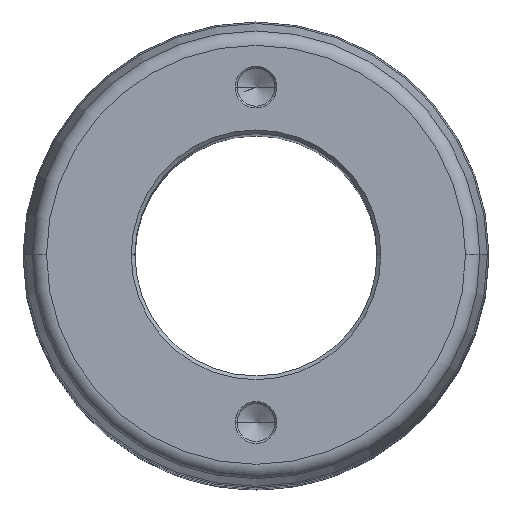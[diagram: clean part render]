
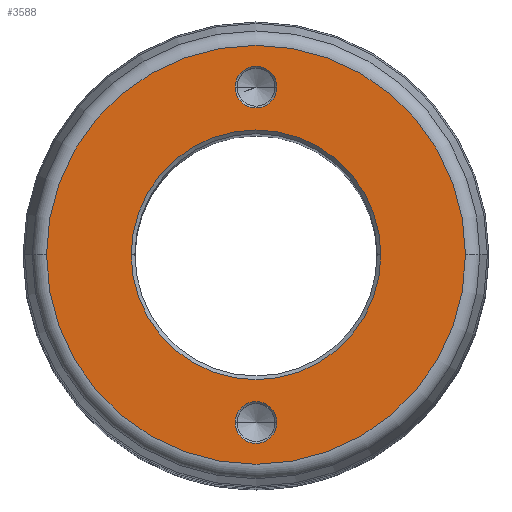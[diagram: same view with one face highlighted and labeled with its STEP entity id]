
A CAD part, top view. The second image highlights one B-rep face of the part: STEP entity #3588.
In plain terms, the highlighted planar face has unit normal (0, 0, 1).
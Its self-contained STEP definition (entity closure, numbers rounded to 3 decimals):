
#2 = CARTESIAN_POINT ( 'NONE',  ( 0., 0., 355. ) ) ;
#22 = ORIENTED_EDGE ( 'NONE', *, *, #1340, .T. ) ;
#73 = VERTEX_POINT ( 'NONE', #1368 ) ;
#92 = EDGE_CURVE ( 'NONE', #3065, #601, #2112, .T. ) ;
#103 = DIRECTION ( 'NONE',  ( 1., 0., 0. ) ) ;
#206 = VERTEX_POINT ( 'NONE', #535 ) ;
#397 = FACE_BOUND ( 'NONE', #3291, .T. ) ;
#425 = CARTESIAN_POINT ( 'NONE',  ( 33.5, 0., 355. ) ) ;
#475 = FACE_BOUND ( 'NONE', #1134, .T. ) ;
#529 = EDGE_CURVE ( 'NONE', #601, #3065, #1926, .T. ) ;
#535 = CARTESIAN_POINT ( 'NONE',  ( -5.6, -45., 355. ) ) ;
#545 = CARTESIAN_POINT ( 'NONE',  ( 0., -45., 355. ) ) ;
#566 = EDGE_CURVE ( 'NONE', #2490, #1863, #1521, .T. ) ;
#579 = DIRECTION ( 'NONE',  ( 0., 0., 1. ) ) ;
#601 = VERTEX_POINT ( 'NONE', #3545 ) ;
#658 = AXIS2_PLACEMENT_3D ( 'NONE', #826, #852, #2296 ) ;
#662 = CARTESIAN_POINT ( 'NONE',  ( 0., 45., 355. ) ) ;
#672 = DIRECTION ( 'NONE',  ( 1., 0., 0. ) ) ;
#729 = ORIENTED_EDGE ( 'NONE', *, *, #2955, .T. ) ;
#768 = AXIS2_PLACEMENT_3D ( 'NONE', #2676, #951, #103 ) ;
#773 = EDGE_LOOP ( 'NONE', ( #1592, #2809 ) ) ;
#826 = CARTESIAN_POINT ( 'NONE',  ( 0., -45., 355. ) ) ;
#838 = DIRECTION ( 'NONE',  ( 0., 0., -1. ) ) ;
#852 = DIRECTION ( 'NONE',  ( 0., 0., -1. ) ) ;
#882 = ORIENTED_EDGE ( 'NONE', *, *, #566, .T. ) ;
#946 = CARTESIAN_POINT ( 'NONE',  ( 5.6, -45., 355. ) ) ;
#951 = DIRECTION ( 'NONE',  ( 0., 0., -1. ) ) ;
#970 = AXIS2_PLACEMENT_3D ( 'NONE', #3241, #1825, #672 ) ;
#1076 = CARTESIAN_POINT ( 'NONE',  ( 0., 0., 355. ) ) ;
#1122 = CIRCLE ( 'NONE', #3198, 5.6 ) ;
#1134 = EDGE_LOOP ( 'NONE', ( #2239, #3561 ) ) ;
#1233 = DIRECTION ( 'NONE',  ( 1., 0., 0. ) ) ;
#1242 = EDGE_CURVE ( 'NONE', #73, #1329, #1679, .T. ) ;
#1329 = VERTEX_POINT ( 'NONE', #1808 ) ;
#1340 = EDGE_CURVE ( 'NONE', #1863, #2490, #1587, .T. ) ;
#1354 = DIRECTION ( 'NONE',  ( 1., 0., 0. ) ) ;
#1368 = CARTESIAN_POINT ( 'NONE',  ( -5.6, 45., 355. ) ) ;
#1404 = CARTESIAN_POINT ( 'NONE',  ( 0., 0., 355. ) ) ;
#1476 = AXIS2_PLACEMENT_3D ( 'NONE', #2962, #1789, #1233 ) ;
#1521 = CIRCLE ( 'NONE', #970, 56.215 ) ;
#1562 = VERTEX_POINT ( 'NONE', #946 ) ;
#1587 = CIRCLE ( 'NONE', #3466, 56.215 ) ;
#1592 = ORIENTED_EDGE ( 'NONE', *, *, #92, .T. ) ;
#1661 = AXIS2_PLACEMENT_3D ( 'NONE', #2, #2000, #1719 ) ;
#1679 = CIRCLE ( 'NONE', #768, 5.6 ) ;
#1719 = DIRECTION ( 'NONE',  ( 1., 0., 0. ) ) ;
#1789 = DIRECTION ( 'NONE',  ( 0., 0., -1. ) ) ;
#1802 = EDGE_CURVE ( 'NONE', #1562, #206, #1122, .T. ) ;
#1808 = CARTESIAN_POINT ( 'NONE',  ( 5.6, 45., 355. ) ) ;
#1825 = DIRECTION ( 'NONE',  ( 0., 0., 1. ) ) ;
#1863 = VERTEX_POINT ( 'NONE', #3134 ) ;
#1926 = CIRCLE ( 'NONE', #1476, 33.5 ) ;
#1960 = DIRECTION ( 'NONE',  ( 1., 0., 0. ) ) ;
#2000 = DIRECTION ( 'NONE',  ( 0., 0., 1. ) ) ;
#2112 = CIRCLE ( 'NONE', #2333, 33.5 ) ;
#2158 = DIRECTION ( 'NONE',  ( 1., 0., 0. ) ) ;
#2239 = ORIENTED_EDGE ( 'NONE', *, *, #1802, .T. ) ;
#2296 = DIRECTION ( 'NONE',  ( 1., 0., 0. ) ) ;
#2333 = AXIS2_PLACEMENT_3D ( 'NONE', #1076, #3366, #1354 ) ;
#2367 = ORIENTED_EDGE ( 'NONE', *, *, #1242, .T. ) ;
#2490 = VERTEX_POINT ( 'NONE', #3500 ) ;
#2600 = FACE_BOUND ( 'NONE', #773, .T. ) ;
#2634 = CIRCLE ( 'NONE', #658, 5.6 ) ;
#2668 = CIRCLE ( 'NONE', #3228, 5.6 ) ;
#2676 = CARTESIAN_POINT ( 'NONE',  ( 0., 45., 355. ) ) ;
#2683 = FACE_OUTER_BOUND ( 'NONE', #3259, .T. ) ;
#2767 = EDGE_CURVE ( 'NONE', #206, #1562, #2634, .T. ) ;
#2809 = ORIENTED_EDGE ( 'NONE', *, *, #529, .T. ) ;
#2955 = EDGE_CURVE ( 'NONE', #1329, #73, #2668, .T. ) ;
#2962 = CARTESIAN_POINT ( 'NONE',  ( 0., 0., 355. ) ) ;
#3065 = VERTEX_POINT ( 'NONE', #425 ) ;
#3134 = CARTESIAN_POINT ( 'NONE',  ( -56.215, 0., 355. ) ) ;
#3198 = AXIS2_PLACEMENT_3D ( 'NONE', #545, #838, #1960 ) ;
#3228 = AXIS2_PLACEMENT_3D ( 'NONE', #662, #3242, #2158 ) ;
#3241 = CARTESIAN_POINT ( 'NONE',  ( 0., 0., 355. ) ) ;
#3242 = DIRECTION ( 'NONE',  ( 0., 0., -1. ) ) ;
#3259 = EDGE_LOOP ( 'NONE', ( #882, #22 ) ) ;
#3291 = EDGE_LOOP ( 'NONE', ( #729, #2367 ) ) ;
#3366 = DIRECTION ( 'NONE',  ( 0., 0., -1. ) ) ;
#3453 = DIRECTION ( 'NONE',  ( 1., 0., 0. ) ) ;
#3466 = AXIS2_PLACEMENT_3D ( 'NONE', #1404, #579, #3453 ) ;
#3500 = CARTESIAN_POINT ( 'NONE',  ( 56.215, 0., 355. ) ) ;
#3545 = CARTESIAN_POINT ( 'NONE',  ( -33.5, 0., 355. ) ) ;
#3561 = ORIENTED_EDGE ( 'NONE', *, *, #2767, .T. ) ;
#3588 = ADVANCED_FACE ( 'NONE', ( #475, #397, #2600, #2683 ), #3693, .T. ) ;
#3693 = PLANE ( 'NONE',  #1661 ) ;
